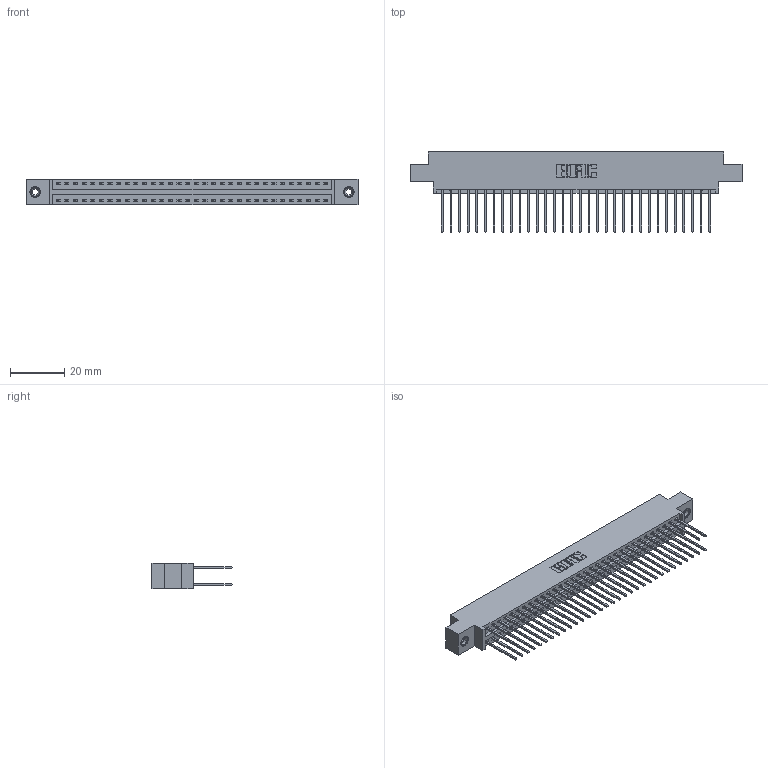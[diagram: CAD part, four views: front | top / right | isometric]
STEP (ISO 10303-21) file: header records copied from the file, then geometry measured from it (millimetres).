
FILE_DESCRIPTION (( 'STEP AP203' ), '1' );
FILE_NAME ('396-064-540-808.STEP', '2019-11-02T09:44:30', ( '' ), ( '' ), 'SwSTEP 2.0', 'SolidWorks 2016', '' );
FILE_SCHEMA (( 'CONFIG_CONTROL_DESIGN' ));
Length unit declared in the file: inch
Products named in the file (4): 346 Part_0.170 Offset - 0.156 Dia-TI; 345-292-001_345-293-140; 345-250-001_345-250-003-102; 396-064-540-808
Assembly tree (67 placements, depth 2):
  396-064-540-808
    346 Part_0.170 Offset - 0.156 Dia-TI
    345-292-001_345-293-140  x64
    345-250-001_345-250-003-102  x2
Bounding box: 122.17 x 29.46 x 9.4 mm (x, y, z)
Volume: 11917.3 mm3; surface area: 17571.2 mm2
Topology: 67 solids, 67 shells, 3514 faces, 10397 edges, 6838 vertices
Faces by surface type: plane 2352, cylinder 1146, cone 12, torus 4
Entity records: 23566 total; most frequent: CARTESIAN_POINT 3883, ORIENTED_EDGE 3810, DIRECTION 3499, EDGE_CURVE 1905, LINE 1625, VECTOR 1625, VERTEX_POINT 1264, AXIS2_PLACEMENT_3D 937
